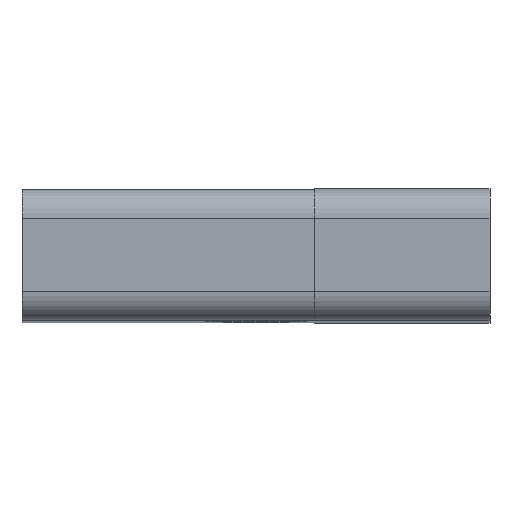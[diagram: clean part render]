
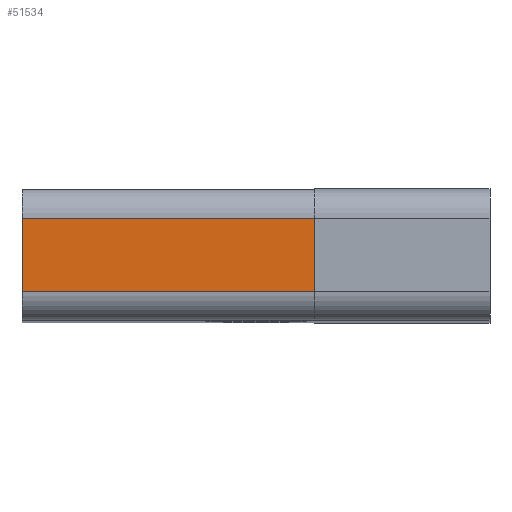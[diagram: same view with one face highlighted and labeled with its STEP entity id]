
A CAD part, top view. The second image highlights one B-rep face of the part: STEP entity #51534.
In plain terms, the highlighted planar face has unit normal (0, 0, 1).
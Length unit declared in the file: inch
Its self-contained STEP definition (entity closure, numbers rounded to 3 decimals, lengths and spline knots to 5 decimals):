
#1240 = ORIENTED_EDGE ( 'NONE', *, *, #97718, .F. ) ;
#6793 = LINE ( 'NONE', #68523, #88051 ) ;
#16493 = CARTESIAN_POINT ( 'NONE',  ( 0.24084, 1.3298, 3.40103 ) ) ;
#16702 = VECTOR ( 'NONE', #121608, 39.37008 ) ;
#29557 = DIRECTION ( 'NONE',  ( 1., 0., 0. ) ) ;
#30718 = CARTESIAN_POINT ( 'NONE',  ( 0.24084, 1.5048, 3.40103 ) ) ;
#31045 = LINE ( 'NONE', #106986, #165224 ) ;
#34842 = EDGE_LOOP ( 'NONE', ( #1240, #96135, #36650, #116569 ) ) ;
#36650 = ORIENTED_EDGE ( 'NONE', *, *, #61856, .F. ) ;
#36915 = EDGE_CURVE ( 'NONE', #45511, #37987, #116279, .T. ) ;
#37987 = VERTEX_POINT ( 'NONE', #66659 ) ;
#45511 = VERTEX_POINT ( 'NONE', #53858 ) ;
#49788 = VECTOR ( 'NONE', #61060, 39.37008 ) ;
#51534 = ADVANCED_FACE ( 'NONE', ( #76300 ), #119876, .T. ) ;
#53835 = LINE ( 'NONE', #112707, #49788 ) ;
#53858 = CARTESIAN_POINT ( 'NONE',  ( 0.74084, 1.5048, 3.40103 ) ) ;
#55305 = DIRECTION ( 'NONE',  ( 1., 0., 0. ) ) ;
#60108 = VERTEX_POINT ( 'NONE', #111525 ) ;
#61060 = DIRECTION ( 'NONE',  ( 0., -1., 0. ) ) ;
#61856 = EDGE_CURVE ( 'NONE', #45511, #75801, #53835, .T. ) ;
#62764 = CARTESIAN_POINT ( 'NONE',  ( 0.74084, 1.3798, 3.40103 ) ) ;
#66659 = CARTESIAN_POINT ( 'NONE',  ( 0.24084, 1.5048, 3.40103 ) ) ;
#68523 = CARTESIAN_POINT ( 'NONE',  ( 0.24084, 1.3298, 3.40103 ) ) ;
#75801 = VERTEX_POINT ( 'NONE', #62764 ) ;
#76300 = FACE_OUTER_BOUND ( 'NONE', #34842, .T. ) ;
#88051 = VECTOR ( 'NONE', #146354, 39.37008 ) ;
#96135 = ORIENTED_EDGE ( 'NONE', *, *, #145978, .T. ) ;
#97718 = EDGE_CURVE ( 'NONE', #60108, #37987, #6793, .T. ) ;
#106986 = CARTESIAN_POINT ( 'NONE',  ( 0.24084, 1.3798, 3.40103 ) ) ;
#107367 = DIRECTION ( 'NONE',  ( 0., 0., 1. ) ) ;
#111525 = CARTESIAN_POINT ( 'NONE',  ( 0.24084, 1.3798, 3.40103 ) ) ;
#112707 = CARTESIAN_POINT ( 'NONE',  ( 0.74084, 1.5548, 3.40103 ) ) ;
#116279 = LINE ( 'NONE', #30718, #16702 ) ;
#116569 = ORIENTED_EDGE ( 'NONE', *, *, #36915, .T. ) ;
#119876 = PLANE ( 'NONE',  #148168 ) ;
#121608 = DIRECTION ( 'NONE',  ( -1., 0., 0. ) ) ;
#145978 = EDGE_CURVE ( 'NONE', #60108, #75801, #31045, .T. ) ;
#146354 = DIRECTION ( 'NONE',  ( 0., 1., 0. ) ) ;
#148168 = AXIS2_PLACEMENT_3D ( 'NONE', #16493, #107367, #29557 ) ;
#165224 = VECTOR ( 'NONE', #55305, 39.37008 ) ;
